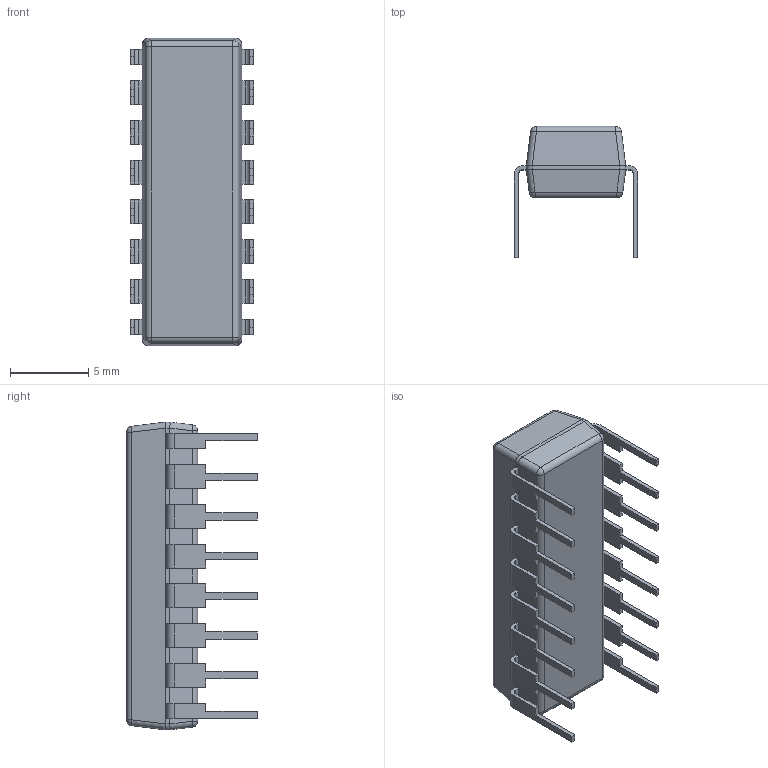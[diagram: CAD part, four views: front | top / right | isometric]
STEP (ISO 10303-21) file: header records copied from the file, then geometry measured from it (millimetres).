
FILE_DESCRIPTION((''),'2;1');
FILE_NAME('N0016A_ASM','2015-02-25T',('a0412086'),(''),'PRO/ENGINEER BY PARAMETRIC TECHNOLOGY CORPORATION, 2011490','PRO/ENGINEER BY PARAMETRIC TECHNOLOGY CORPORATION, 2011490','');
FILE_SCHEMA(('AUTOMOTIVE_DESIGN { 1 0 10303 214 1 1 1 1 }'));
Length unit declared in the file: inch
Products named in the file (9): BODY_N0016A_AF0; LEAD_N0016A_AF1; LEAD_N0016A; LEAD_N0016A_AF3; LEAD_N0016A_AF5; LEAD_N0016A_AF0; LEAD_N0016A_AF2; LEAD_N0016A_AF4; N0016A_ASM
Assembly tree (17 placements, depth 2):
  N0016A_ASM
    BODY_N0016A_AF0
    LEAD_N0016A_AF1
    LEAD_N0016A  x10
    LEAD_N0016A_AF3
    LEAD_N0016A_AF5
    LEAD_N0016A_AF0
    LEAD_N0016A_AF2
    LEAD_N0016A_AF4
Bounding box: 7.87 x 8.37 x 19.68 mm (x, y, z)
Volume: 557 mm3; surface area: 681.9 mm2
Topology: 17 solids, 17 shells, 263 faces, 663 edges, 434 vertices
Faces by surface type: plane 201, cylinder 54, sphere 8
Entity records: 6523 total; most frequent: CARTESIAN_POINT 866, DIRECTION 697, ORIENTED_EDGE 678, PRESENTATION_STYLE_ASSIGNMENT 347, STYLED_ITEM 347, CURVE_STYLE 339, EDGE_CURVE 339, VECTOR 259
